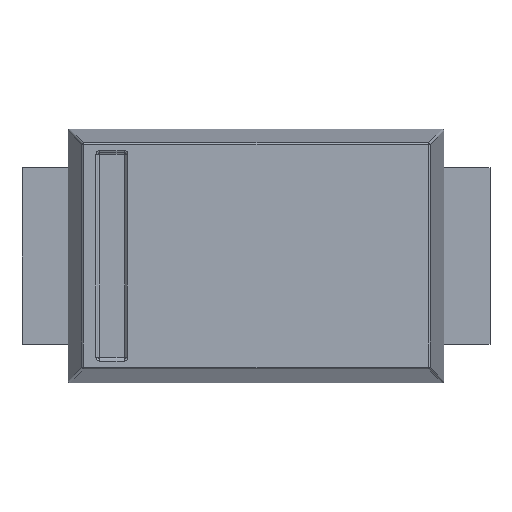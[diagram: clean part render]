
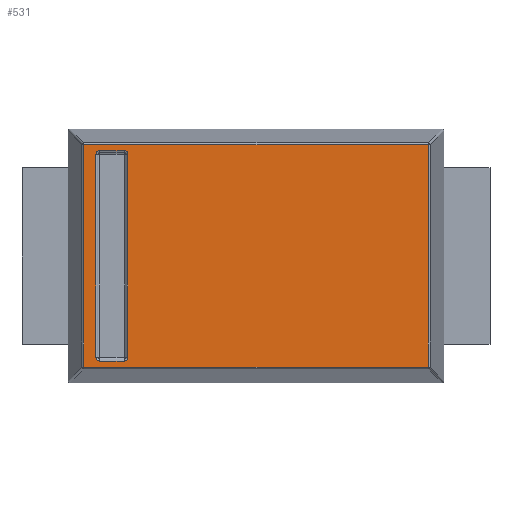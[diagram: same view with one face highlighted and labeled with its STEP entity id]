
A CAD part, top view. The second image highlights one B-rep face of the part: STEP entity #531.
In plain terms, the highlighted planar face has unit normal (0, 0, 1).
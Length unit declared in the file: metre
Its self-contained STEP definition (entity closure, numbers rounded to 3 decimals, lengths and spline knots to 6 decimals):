
#435 = EDGE_CURVE( '', #1196, #1165, #1197, .T. );
#531 = ADVANCED_FACE( '', ( #1348, #1349 ), #1350, .T. );
#579 = EDGE_CURVE( '', #1165, #1282, #1419, .T. );
#603 = EDGE_CURVE( '', #1454, #1439, #1455, .T. );
#719 = EDGE_CURVE( '', #1520, #1312, #1608, .T. );
#731 = EDGE_CURVE( '', #1296, #1248, #1624, .T. );
#777 = EDGE_CURVE( '', #1296, #1681, #1682, .T. );
#779 = EDGE_CURVE( '', #1684, #1196, #1685, .T. );
#837 = EDGE_CURVE( '', #1282, #1684, #1756, .T. );
#855 = EDGE_CURVE( '', #1454, #1312, #1779, .T. );
#873 = EDGE_CURVE( '', #1376, #1439, #1798, .T. );
#945 = EDGE_CURVE( '', #1376, #1681, #1882, .T. );
#955 = EDGE_CURVE( '', #1520, #1248, #1892, .T. );
#1165 = VERTEX_POINT( '', #2146 );
#1196 = VERTEX_POINT( '', #2189 );
#1197 = LINE( '', #2190, #2191 );
#1248 = VERTEX_POINT( '', #2257 );
#1282 = VERTEX_POINT( '', #2298 );
#1296 = VERTEX_POINT( '', #2314 );
#1312 = VERTEX_POINT( '', #2338 );
#1348 = FACE_OUTER_BOUND( '', #2389, .T. );
#1349 = FACE_BOUND( '', #2390, .T. );
#1350 = PLANE( '', #2391 );
#1376 = VERTEX_POINT( '', #2427 );
#1419 = LINE( '', #2488, #2489 );
#1439 = VERTEX_POINT( '', #2517 );
#1454 = VERTEX_POINT( '', #2536 );
#1455 = CIRCLE( '', #2537, 0.00004 );
#1520 = VERTEX_POINT( '', #2627 );
#1608 = CIRCLE( '', #2749, 0.00004 );
#1624 = CIRCLE( '', #2772, 0.00004 );
#1681 = VERTEX_POINT( '', #2850 );
#1682 = LINE( '', #2851, #2852 );
#1684 = VERTEX_POINT( '', #2855 );
#1685 = LINE( '', #2856, #2857 );
#1756 = LINE( '', #2961, #2962 );
#1779 = LINE( '', #2995, #2996 );
#1798 = LINE( '', #3029, #3030 );
#1882 = CIRCLE( '', #3152, 0.00004 );
#1892 = LINE( '', #3169, #3170 );
#2146 = CARTESIAN_POINT( '', ( -0.001837, 0.001183, 0.00111 ) );
#2189 = CARTESIAN_POINT( '', ( 0.001829, 0.001183, 0.00111 ) );
#2190 = CARTESIAN_POINT( '', ( -0.000004, 0.001183, 0.00111 ) );
#2191 = VECTOR( '', #3444, 1. );
#2257 = CARTESIAN_POINT( '', ( -0.001707, 0.00108, 0.00111 ) );
#2298 = CARTESIAN_POINT( '', ( -0.001837, -0.001183, 0.00111 ) );
#2314 = CARTESIAN_POINT( '', ( -0.001667, 0.00112, 0.00111 ) );
#2338 = CARTESIAN_POINT( '', ( -0.001667, -0.00112, 0.00111 ) );
#2389 = EDGE_LOOP( '', ( #3631, #3632, #3633, #3634 ) );
#2390 = EDGE_LOOP( '', ( #3635, #3636, #3637, #3638, #3639, #3640, #3641, #3642 ) );
#2391 = AXIS2_PLACEMENT_3D( '', #3643, #3644, #3645 );
#2427 = CARTESIAN_POINT( '', ( -0.001367, 0.00108, 0.00111 ) );
#2488 = CARTESIAN_POINT( '', ( -0.001837, 0., 0.00111 ) );
#2489 = VECTOR( '', #3724, 1. );
#2517 = CARTESIAN_POINT( '', ( -0.001367, -0.00108, 0.00111 ) );
#2536 = CARTESIAN_POINT( '', ( -0.001407, -0.00112, 0.00111 ) );
#2537 = AXIS2_PLACEMENT_3D( '', #3770, #3771, #3772 );
#2627 = CARTESIAN_POINT( '', ( -0.001707, -0.00108, 0.00111 ) );
#2749 = AXIS2_PLACEMENT_3D( '', #4009, #4010, #4011 );
#2772 = AXIS2_PLACEMENT_3D( '', #4030, #4031, #4032 );
#2850 = CARTESIAN_POINT( '', ( -0.001407, 0.00112, 0.00111 ) );
#2851 = CARTESIAN_POINT( '', ( -0.001387, 0.00112, 0.00111 ) );
#2852 = VECTOR( '', #4131, 1. );
#2855 = CARTESIAN_POINT( '', ( 0.001829, -0.001183, 0.00111 ) );
#2856 = CARTESIAN_POINT( '', ( 0.001829, 0., 0.00111 ) );
#2857 = VECTOR( '', #4132, 1. );
#2961 = CARTESIAN_POINT( '', ( -0.000004, -0.001183, 0.00111 ) );
#2962 = VECTOR( '', #4234, 1. );
#2995 = CARTESIAN_POINT( '', ( -0.001687, -0.00112, 0.00111 ) );
#2996 = VECTOR( '', #4274, 1. );
#3029 = CARTESIAN_POINT( '', ( -0.001367, -0.0011, 0.00111 ) );
#3030 = VECTOR( '', #4292, 1. );
#3152 = AXIS2_PLACEMENT_3D( '', #4429, #4430, #4431 );
#3169 = CARTESIAN_POINT( '', ( -0.001707, 0.0011, 0.00111 ) );
#3170 = VECTOR( '', #4440, 1. );
#3444 = DIRECTION( '', ( -1., 0., 0. ) );
#3631 = ORIENTED_EDGE( '', *, *, #837, .T. );
#3632 = ORIENTED_EDGE( '', *, *, #779, .T. );
#3633 = ORIENTED_EDGE( '', *, *, #435, .T. );
#3634 = ORIENTED_EDGE( '', *, *, #579, .T. );
#3635 = ORIENTED_EDGE( '', *, *, #945, .F. );
#3636 = ORIENTED_EDGE( '', *, *, #873, .T. );
#3637 = ORIENTED_EDGE( '', *, *, #603, .F. );
#3638 = ORIENTED_EDGE( '', *, *, #855, .T. );
#3639 = ORIENTED_EDGE( '', *, *, #719, .F. );
#3640 = ORIENTED_EDGE( '', *, *, #955, .T. );
#3641 = ORIENTED_EDGE( '', *, *, #731, .F. );
#3642 = ORIENTED_EDGE( '', *, *, #777, .T. );
#3643 = CARTESIAN_POINT( '', ( -0.000004, 0., 0.00111 ) );
#3644 = DIRECTION( '', ( 0., 0., 1. ) );
#3645 = DIRECTION( '', ( 1., 0., 0. ) );
#3724 = DIRECTION( '', ( 0., -1., 0. ) );
#3770 = CARTESIAN_POINT( '', ( -0.001407, -0.00108, 0.00111 ) );
#3771 = DIRECTION( '', ( 0., 0., 1. ) );
#3772 = DIRECTION( '', ( 0., 1., 0. ) );
#4009 = CARTESIAN_POINT( '', ( -0.001667, -0.00108, 0.00111 ) );
#4010 = DIRECTION( '', ( 0., 0., 1. ) );
#4011 = DIRECTION( '', ( 0., 1., 0. ) );
#4030 = CARTESIAN_POINT( '', ( -0.001667, 0.00108, 0.00111 ) );
#4031 = DIRECTION( '', ( 0., 0., 1. ) );
#4032 = DIRECTION( '', ( 0., 1., 0. ) );
#4131 = DIRECTION( '', ( 1., 0., 0. ) );
#4132 = DIRECTION( '', ( 0., 1., 0. ) );
#4234 = DIRECTION( '', ( 1., 0., 0. ) );
#4274 = DIRECTION( '', ( -1., 0., 0. ) );
#4292 = DIRECTION( '', ( 0., -1., 0. ) );
#4429 = CARTESIAN_POINT( '', ( -0.001407, 0.00108, 0.00111 ) );
#4430 = DIRECTION( '', ( 0., 0., 1. ) );
#4431 = DIRECTION( '', ( 0., 1., 0. ) );
#4440 = DIRECTION( '', ( 0., 1., 0. ) );
